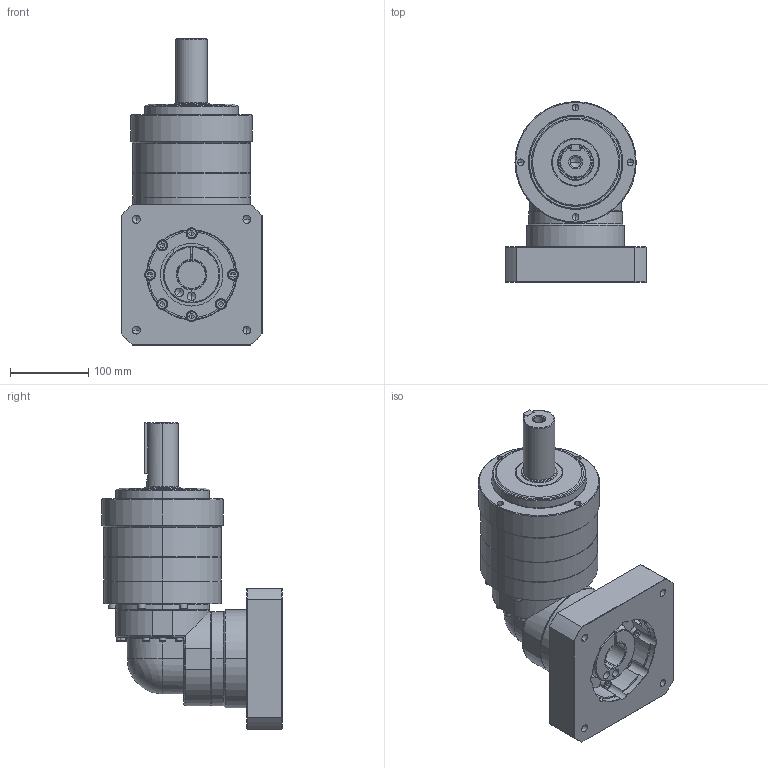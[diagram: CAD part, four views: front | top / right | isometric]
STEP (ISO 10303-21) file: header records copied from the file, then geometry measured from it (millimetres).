
FILE_DESCRIPTION (( 'STEP AP214' ), '1' );
FILE_NAME ('PGB155-15A6.STEP', '2015-05-04T18:29:40', ( '' ), ( '' ), 'SwSTEP 2.0', 'SolidWorks 2014', '' );
FILE_SCHEMA (( 'AUTOMOTIVE_DESIGN' ));
Length unit declared in the file: inch
Products named in the file (1): PGB155-15A6
Bounding box: 181 x 230.5 x 391.5 mm (x, y, z)
Volume: 5421275.5 mm3; surface area: 306167.2 mm2
Topology: 1 solids, 7 shells, 723 faces, 1878 edges, 1160 vertices
Faces by surface type: plane 300, cylinder 192, cone 139, torus 90, sphere 2
Entity records: 26684 total; most frequent: CARTESIAN_POINT 4828, DIRECTION 3713, ORIENTED_EDGE 3610, EDGE_CURVE 1805, AXIS2_PLACEMENT_3D 1469, VERTEX_POINT 1158, EDGE_LOOP 805, VECTOR 775
